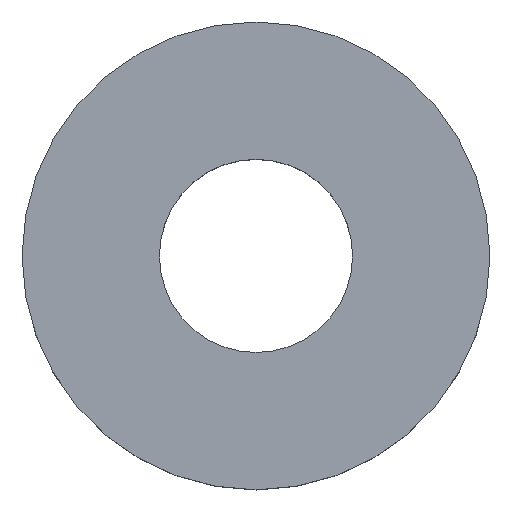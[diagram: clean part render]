
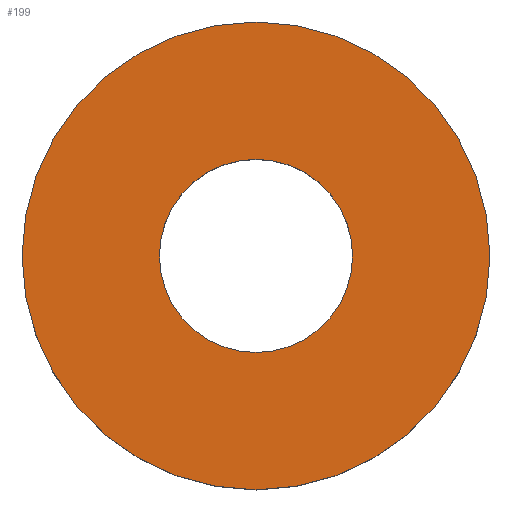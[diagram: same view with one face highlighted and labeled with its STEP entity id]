
A CAD part, top view. The second image highlights one B-rep face of the part: STEP entity #199.
In plain terms, the highlighted planar face has unit normal (0, 0, 1).
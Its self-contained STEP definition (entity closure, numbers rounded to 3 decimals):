
#22 = VERTEX_POINT('',#23);
#23 = CARTESIAN_POINT('',(-4.6,-241.,0.));
#32 = CYLINDRICAL_SURFACE('',#33,4.6);
#33 = AXIS2_PLACEMENT_3D('',#34,#35,#36);
#34 = CARTESIAN_POINT('',(0.,-241.,0.));
#35 = DIRECTION('',(-0.,-0.,1.));
#36 = DIRECTION('',(-1.,0.,0.));
#83 = EDGE_CURVE('',#22,#22,#84,.T.);
#84 = SURFACE_CURVE('',#85,(#90,#97),.PCURVE_S1.);
#85 = CIRCLE('',#86,4.6);
#86 = AXIS2_PLACEMENT_3D('',#87,#88,#89);
#87 = CARTESIAN_POINT('',(0.,-241.,0.));
#88 = DIRECTION('',(0.,0.,-1.));
#89 = DIRECTION('',(-1.,0.,0.));
#90 = PCURVE('',#32,#91);
#91 = DEFINITIONAL_REPRESENTATION('',(#92),#96);
#92 = LINE('',#93,#94);
#93 = CARTESIAN_POINT('',(-0.,0.));
#94 = VECTOR('',#95,1.);
#95 = DIRECTION('',(-1.,0.));
#96 = ( GEOMETRIC_REPRESENTATION_CONTEXT(2) 
PARAMETRIC_REPRESENTATION_CONTEXT() REPRESENTATION_CONTEXT('2D SPACE',''
  ) );
#97 = PCURVE('',#98,#103);
#98 = PLANE('',#99);
#99 = AXIS2_PLACEMENT_3D('',#100,#101,#102);
#100 = CARTESIAN_POINT('',(0.,-241.,0.));
#101 = DIRECTION('',(0.,0.,1.));
#102 = DIRECTION('',(1.,0.,0.));
#103 = DEFINITIONAL_REPRESENTATION('',(#104),#112);
#104 = ( BOUNDED_CURVE() B_SPLINE_CURVE(2,(#105,#106,#107,#108,#109,#110
,#111),.UNSPECIFIED.,.T.,.F.) B_SPLINE_CURVE_WITH_KNOTS((1,2,2,2,2,1),(
    -2.094,0.,2.094,4.189,6.283,
8.378),.UNSPECIFIED.) CURVE() GEOMETRIC_REPRESENTATION_ITEM() 
RATIONAL_B_SPLINE_CURVE((1.,0.5,1.,0.5,1.,0.5,1.)) REPRESENTATION_ITEM(
  '') );
#105 = CARTESIAN_POINT('',(-4.6,0.));
#106 = CARTESIAN_POINT('',(-4.6,7.967));
#107 = CARTESIAN_POINT('',(2.3,3.984));
#108 = CARTESIAN_POINT('',(9.2,0.));
#109 = CARTESIAN_POINT('',(2.3,-3.984));
#110 = CARTESIAN_POINT('',(-4.6,-7.967));
#111 = CARTESIAN_POINT('',(-4.6,0.));
#112 = ( GEOMETRIC_REPRESENTATION_CONTEXT(2) 
PARAMETRIC_REPRESENTATION_CONTEXT() REPRESENTATION_CONTEXT('2D SPACE',''
  ) );
#118 = VERTEX_POINT('',#119);
#119 = CARTESIAN_POINT('',(-1.9,-241.,0.));
#128 = CYLINDRICAL_SURFACE('',#129,1.9);
#129 = AXIS2_PLACEMENT_3D('',#130,#131,#132);
#130 = CARTESIAN_POINT('',(0.,-241.,0.));
#131 = DIRECTION('',(-0.,-0.,1.));
#132 = DIRECTION('',(-1.,0.,0.));
#174 = EDGE_CURVE('',#118,#118,#175,.T.);
#175 = SURFACE_CURVE('',#176,(#181,#188),.PCURVE_S1.);
#176 = CIRCLE('',#177,1.9);
#177 = AXIS2_PLACEMENT_3D('',#178,#179,#180);
#178 = CARTESIAN_POINT('',(0.,-241.,0.));
#179 = DIRECTION('',(0.,0.,-1.));
#180 = DIRECTION('',(-1.,0.,0.));
#181 = PCURVE('',#128,#182);
#182 = DEFINITIONAL_REPRESENTATION('',(#183),#187);
#183 = LINE('',#184,#185);
#184 = CARTESIAN_POINT('',(-0.,0.));
#185 = VECTOR('',#186,1.);
#186 = DIRECTION('',(-1.,0.));
#187 = ( GEOMETRIC_REPRESENTATION_CONTEXT(2) 
PARAMETRIC_REPRESENTATION_CONTEXT() REPRESENTATION_CONTEXT('2D SPACE',''
  ) );
#188 = PCURVE('',#98,#189);
#189 = DEFINITIONAL_REPRESENTATION('',(#190),#198);
#190 = ( BOUNDED_CURVE() B_SPLINE_CURVE(2,(#191,#192,#193,#194,#195,#196
,#197),.UNSPECIFIED.,.T.,.F.) B_SPLINE_CURVE_WITH_KNOTS((1,2,2,2,2,1),(
    -2.094,0.,2.094,4.189,6.283,
8.378),.UNSPECIFIED.) CURVE() GEOMETRIC_REPRESENTATION_ITEM() 
RATIONAL_B_SPLINE_CURVE((1.,0.5,1.,0.5,1.,0.5,1.)) REPRESENTATION_ITEM(
  '') );
#191 = CARTESIAN_POINT('',(-1.9,0.));
#192 = CARTESIAN_POINT('',(-1.9,3.291));
#193 = CARTESIAN_POINT('',(0.95,1.645));
#194 = CARTESIAN_POINT('',(3.8,0.));
#195 = CARTESIAN_POINT('',(0.95,-1.645));
#196 = CARTESIAN_POINT('',(-1.9,-3.291));
#197 = CARTESIAN_POINT('',(-1.9,0.));
#198 = ( GEOMETRIC_REPRESENTATION_CONTEXT(2) 
PARAMETRIC_REPRESENTATION_CONTEXT() REPRESENTATION_CONTEXT('2D SPACE',''
  ) );
#199 = ADVANCED_FACE('',(#200,#203),#98,.T.);
#200 = FACE_BOUND('',#201,.F.);
#201 = EDGE_LOOP('',(#202));
#202 = ORIENTED_EDGE('',*,*,#83,.T.);
#203 = FACE_BOUND('',#204,.T.);
#204 = EDGE_LOOP('',(#205));
#205 = ORIENTED_EDGE('',*,*,#174,.T.);
